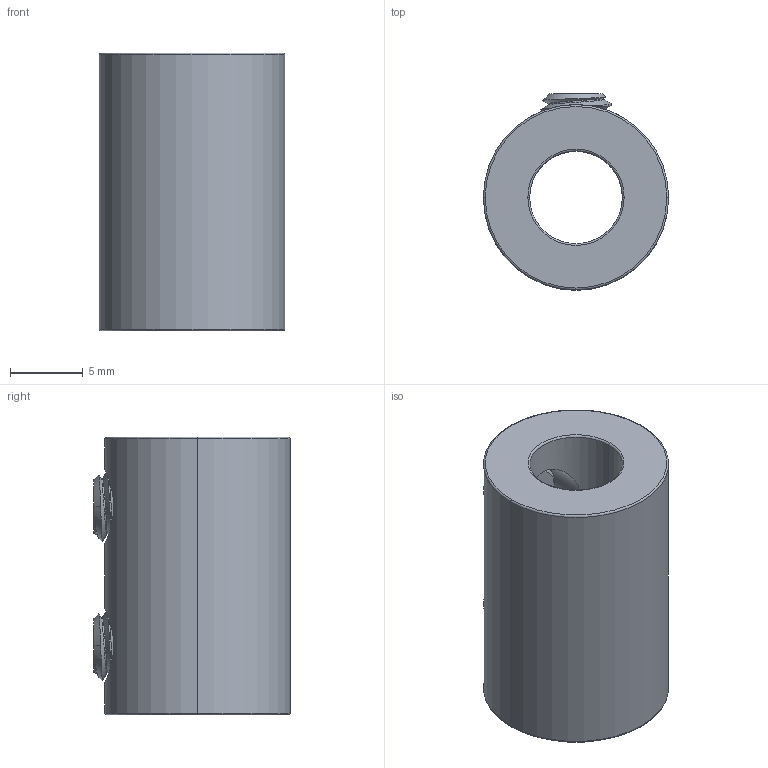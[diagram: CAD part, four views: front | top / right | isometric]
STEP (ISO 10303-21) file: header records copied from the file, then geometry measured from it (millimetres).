
FILE_DESCRIPTION (( 'STEP AP203' ), '1' );
FILE_NAME ('6412K11_Set Screw Shaft Coupling.STEP', '2026-01-06T01:56:19', ( 'McMaster Carr Supply' ), ( 'McMaster Carr Supply' ), 'SwSTEP 2.0', 'SolidWorks 2024', '' );
FILE_SCHEMA (( 'CONFIG_CONTROL_DESIGN' ));
Length unit declared in the file: inch
Products named in the file (1): 6412K11_Set Screw Shaft Coupling
Bounding box: 12.7 x 13.46 x 19.05 mm (x, y, z)
Volume: 1752.5 mm3; surface area: 1568.5 mm2
Topology: 3 solids, 3 shells, 84 faces, 192 edges, 114 vertices
Faces by surface type: cone 26, cylinder 20, plane 20, bspline 10, torus 8
Entity records: 4507 total; most frequent: CARTESIAN_POINT 2739, ORIENTED_EDGE 376, DIRECTION 310, EDGE_CURVE 188, AXIS2_PLACEMENT_3D 127, VERTEX_POINT 114, EDGE_LOOP 94, ADVANCED_FACE 84
